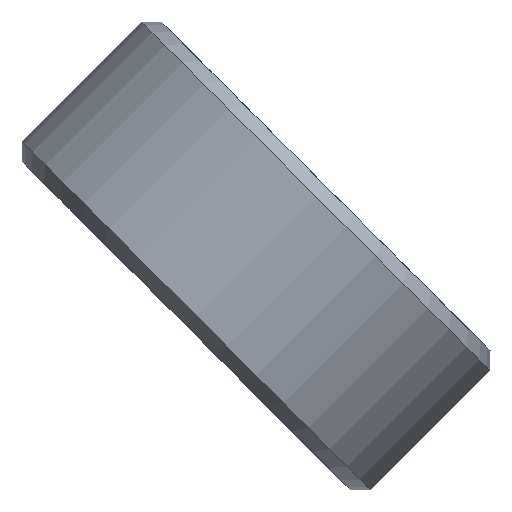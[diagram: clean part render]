
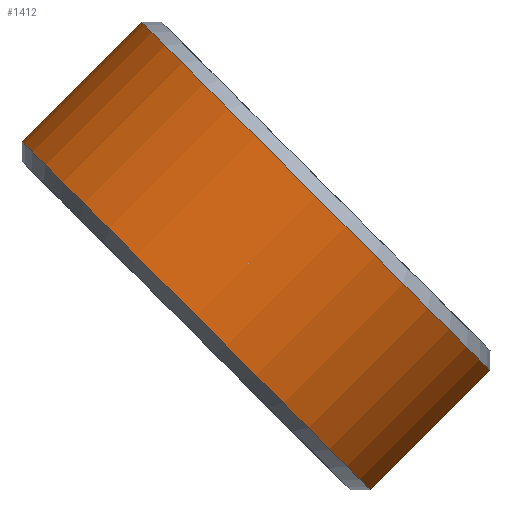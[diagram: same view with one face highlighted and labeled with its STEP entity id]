
A CAD part, left-side view. The second image highlights one B-rep face of the part: STEP entity #1412.
In plain terms, the highlighted cylindrical face has radius 17.5 mm (diameter 35 mm), a partial arc.
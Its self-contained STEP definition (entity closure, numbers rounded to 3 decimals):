
#43 = VECTOR ( 'NONE', #451, 1000. ) ;
#93 = VECTOR ( 'NONE', #406, 1000. ) ;
#178 = CARTESIAN_POINT ( 'NONE',  ( 0., 36.946, 316.607 ) ) ;
#223 = DIRECTION ( 'NONE',  ( 0., 0.707, -0.707 ) ) ;
#252 = ORIENTED_EDGE ( 'NONE', *, *, #1130, .T. ) ;
#256 = EDGE_CURVE ( 'NONE', #1261, #505, #1495, .T. ) ;
#260 = AXIS2_PLACEMENT_3D ( 'NONE', #964, #759, #629 ) ;
#270 = ORIENTED_EDGE ( 'NONE', *, *, #867, .T. ) ;
#294 = VERTEX_POINT ( 'NONE', #492 ) ;
#325 = CARTESIAN_POINT ( 'NONE',  ( 0., 189.151, 189.151 ) ) ;
#339 = CARTESIAN_POINT ( 'NONE',  ( 0., 49.321, 328.981 ) ) ;
#406 = DIRECTION ( 'NONE',  ( 0., 0.707, -0.707 ) ) ;
#451 = DIRECTION ( 'NONE',  ( 0., 0.707, -0.707 ) ) ;
#492 = CARTESIAN_POINT ( 'NONE',  ( 0., 24.572, 304.233 ) ) ;
#505 = VERTEX_POINT ( 'NONE', #1284 ) ;
#520 = CIRCLE ( 'NONE', #1474, 17.5 ) ;
#629 = DIRECTION ( 'NONE',  ( 0., 0.707, 0.707 ) ) ;
#759 = DIRECTION ( 'NONE',  ( 0., 0.707, -0.707 ) ) ;
#768 = CARTESIAN_POINT ( 'NONE',  ( 0., 164.402, 164.402 ) ) ;
#829 = AXIS2_PLACEMENT_3D ( 'NONE', #835, #223, #1556 ) ;
#835 = CARTESIAN_POINT ( 'NONE',  ( 0., 176.777, 176.777 ) ) ;
#867 = EDGE_CURVE ( 'NONE', #1385, #294, #520, .T. ) ;
#902 = EDGE_LOOP ( 'NONE', ( #1123, #1477, #252, #270 ) ) ;
#964 = CARTESIAN_POINT ( 'NONE',  ( 0., 28.461, 325.092 ) ) ;
#983 = EDGE_CURVE ( 'NONE', #1261, #294, #1444, .T. ) ;
#1069 = CYLINDRICAL_SURFACE ( 'NONE', #829, 17.5 ) ;
#1123 = ORIENTED_EDGE ( 'NONE', *, *, #983, .F. ) ;
#1130 = EDGE_CURVE ( 'NONE', #505, #1385, #1157, .T. ) ;
#1157 = LINE ( 'NONE', #325, #43 ) ;
#1261 = VERTEX_POINT ( 'NONE', #1388 ) ;
#1284 = CARTESIAN_POINT ( 'NONE',  ( 0., 40.835, 337.467 ) ) ;
#1303 = FACE_OUTER_BOUND ( 'NONE', #902, .T. ) ;
#1384 = DIRECTION ( 'NONE',  ( 0., -0.707, 0.707 ) ) ;
#1385 = VERTEX_POINT ( 'NONE', #339 ) ;
#1388 = CARTESIAN_POINT ( 'NONE',  ( 0., 16.087, 312.718 ) ) ;
#1412 = ADVANCED_FACE ( 'NONE', ( #1303 ), #1069, .T. ) ;
#1444 = LINE ( 'NONE', #768, #93 ) ;
#1474 = AXIS2_PLACEMENT_3D ( 'NONE', #178, #1384, #1536 ) ;
#1477 = ORIENTED_EDGE ( 'NONE', *, *, #256, .T. ) ;
#1495 = CIRCLE ( 'NONE', #260, 17.5 ) ;
#1536 = DIRECTION ( 'NONE',  ( 0., 0.707, 0.707 ) ) ;
#1556 = DIRECTION ( 'NONE',  ( 0., 0.707, 0.707 ) ) ;
